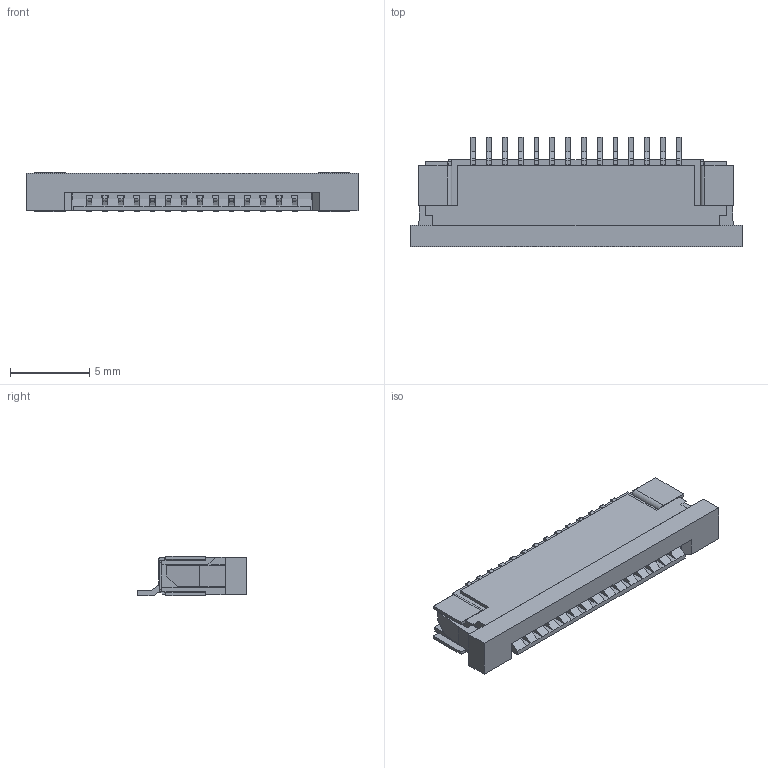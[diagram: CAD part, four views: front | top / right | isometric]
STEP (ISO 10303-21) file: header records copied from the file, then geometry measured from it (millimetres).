
FILE_DESCRIPTION(('STEP AP214'), '1');
FILE_NAME('FFC3B05-08-T', '2018-03-31T19:46:49', ('Nobody'), (''), 'ASCON STEP Converter 1.3', 'ASCON Math Kernel', '');
FILE_SCHEMA(('AUTOMOTIVE_DESIGN { 1 0 10303 214 3 1 1}'));
Length unit declared in the file: millimetre
Assembly tree (17 placements, depth 2):
  (unnamed)
    (unnamed)
    (unnamed)
    (unnamed)  x14
    (unnamed)
Bounding box: 21 x 6.9 x 2.5 mm (x, y, z)
Volume: 221.3 mm3; surface area: 985.7 mm2
Topology: 18 solids, 18 shells, 822 faces, 2344 edges, 1576 vertices
Faces by surface type: plane 702, cylinder 120
Entity records: 15774 total; most frequent: CARTESIAN_POINT 2158, ORIENTED_EDGE 2064, DIRECTION 1924, LINE 1064, VECTOR 1064, EDGE_CURVE 1032, VERTEX_POINT 664, AXIS2_PLACEMENT_3D 430
